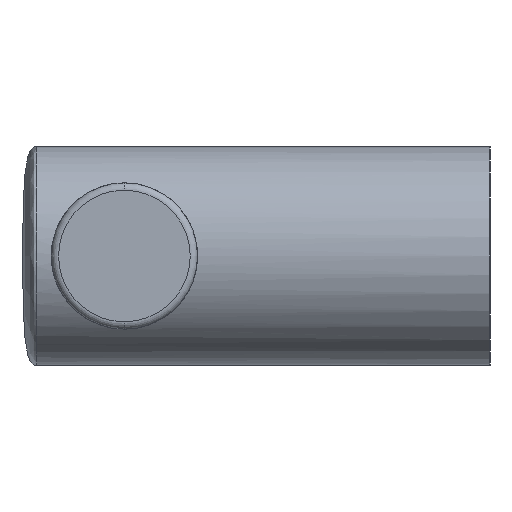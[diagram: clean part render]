
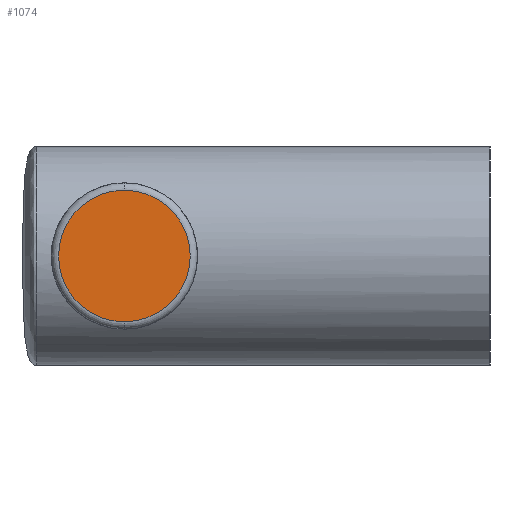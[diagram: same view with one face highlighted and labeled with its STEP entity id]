
A CAD part, left-side view. The second image highlights one B-rep face of the part: STEP entity #1074.
In plain terms, the highlighted planar face has unit normal (-1, 0, 0).
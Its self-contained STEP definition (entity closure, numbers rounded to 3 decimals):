
#60 = CIRCLE ( 'NONE', #1170, 4.5 ) ;
#76 = PLANE ( 'NONE',  #643 ) ;
#375 = DIRECTION ( 'NONE',  ( 0., 0., -1. ) ) ;
#429 = VERTEX_POINT ( 'NONE', #919 ) ;
#643 = AXIS2_PLACEMENT_3D ( 'NONE', #773, #1655, #1250 ) ;
#728 = ORIENTED_EDGE ( 'NONE', *, *, #755, .T. ) ;
#755 = EDGE_CURVE ( 'NONE', #429, #1555, #60, .T. ) ;
#773 = CARTESIAN_POINT ( 'NONE',  ( -185., 25., 0. ) ) ;
#774 = EDGE_LOOP ( 'NONE', ( #1371, #728 ) ) ;
#802 = EDGE_CURVE ( 'NONE', #1555, #429, #833, .T. ) ;
#833 = CIRCLE ( 'NONE', #1563, 4.5 ) ;
#857 = DIRECTION ( 'NONE',  ( -1., 0., 0. ) ) ;
#919 = CARTESIAN_POINT ( 'NONE',  ( -185., 25., 4.5 ) ) ;
#941 = CARTESIAN_POINT ( 'NONE',  ( -185., 25., 0. ) ) ;
#1074 = ADVANCED_FACE ( 'NONE', ( #1387 ), #76, .F. ) ;
#1170 = AXIS2_PLACEMENT_3D ( 'NONE', #1651, #1681, #375 ) ;
#1250 = DIRECTION ( 'NONE',  ( 0., 0., -1. ) ) ;
#1371 = ORIENTED_EDGE ( 'NONE', *, *, #802, .T. ) ;
#1381 = CARTESIAN_POINT ( 'NONE',  ( -185., 25., -4.5 ) ) ;
#1387 = FACE_OUTER_BOUND ( 'NONE', #774, .T. ) ;
#1555 = VERTEX_POINT ( 'NONE', #1381 ) ;
#1563 = AXIS2_PLACEMENT_3D ( 'NONE', #941, #857, #1861 ) ;
#1651 = CARTESIAN_POINT ( 'NONE',  ( -185., 25., 0. ) ) ;
#1655 = DIRECTION ( 'NONE',  ( 1., 0., 0. ) ) ;
#1681 = DIRECTION ( 'NONE',  ( -1., 0., 0. ) ) ;
#1861 = DIRECTION ( 'NONE',  ( 0., 0., -1. ) ) ;
